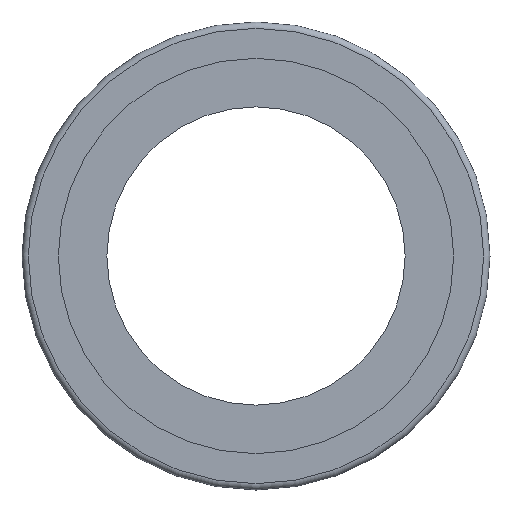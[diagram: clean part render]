
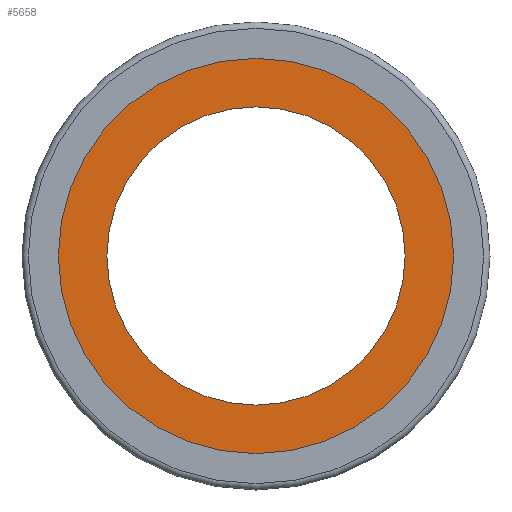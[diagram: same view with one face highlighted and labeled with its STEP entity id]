
A CAD part, left-side view. The second image highlights one B-rep face of the part: STEP entity #5658.
In plain terms, the highlighted planar face has unit normal (-1, 0, 0).
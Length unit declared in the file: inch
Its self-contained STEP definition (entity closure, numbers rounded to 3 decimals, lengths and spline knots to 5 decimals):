
#506=FACE_BOUND('',#1317,.T.);
#664=PLANE('',#6165);
#974=FACE_OUTER_BOUND('',#1316,.T.);
#1316=EDGE_LOOP('',(#5335,#5336));
#1317=EDGE_LOOP('',(#5337,#5338));
#2240=CIRCLE('',#6163,1.415);
#2241=CIRCLE('',#6164,1.415);
#2242=CIRCLE('',#6166,1.875);
#2243=CIRCLE('',#6167,1.875);
#2806=VERTEX_POINT('',#12344);
#2807=VERTEX_POINT('',#12346);
#2808=VERTEX_POINT('',#12350);
#2809=VERTEX_POINT('',#12351);
#3650=EDGE_CURVE('',#2807,#2806,#2240,.T.);
#3651=EDGE_CURVE('',#2806,#2807,#2241,.T.);
#3652=EDGE_CURVE('',#2808,#2809,#2242,.T.);
#3653=EDGE_CURVE('',#2809,#2808,#2243,.T.);
#5335=ORIENTED_EDGE('',*,*,#3652,.F.);
#5336=ORIENTED_EDGE('',*,*,#3653,.F.);
#5337=ORIENTED_EDGE('',*,*,#3650,.T.);
#5338=ORIENTED_EDGE('',*,*,#3651,.T.);
#5658=ADVANCED_FACE('',(#974,#506),#664,.T.);
#6163=AXIS2_PLACEMENT_3D('',#12347,#7457,#7458);
#6164=AXIS2_PLACEMENT_3D('',#12348,#7459,#7460);
#6165=AXIS2_PLACEMENT_3D('',#12349,#7461,#7462);
#6166=AXIS2_PLACEMENT_3D('',#12352,#7463,#7464);
#6167=AXIS2_PLACEMENT_3D('',#12353,#7465,#7466);
#7457=DIRECTION('center_axis',(1.,0.,0.));
#7458=DIRECTION('ref_axis',(0.,1.,0.));
#7459=DIRECTION('center_axis',(1.,0.,0.));
#7460=DIRECTION('ref_axis',(0.,1.,0.));
#7461=DIRECTION('center_axis',(-1.,0.,0.));
#7462=DIRECTION('ref_axis',(0.,0.,1.));
#7463=DIRECTION('center_axis',(1.,0.,0.));
#7464=DIRECTION('ref_axis',(0.,1.,0.));
#7465=DIRECTION('center_axis',(1.,0.,0.));
#7466=DIRECTION('ref_axis',(0.,1.,0.));
#12344=CARTESIAN_POINT('',(0.1,-1.415,0.));
#12346=CARTESIAN_POINT('',(0.1,1.415,0.));
#12347=CARTESIAN_POINT('Origin',(0.1,0.,0.));
#12348=CARTESIAN_POINT('Origin',(0.1,0.,0.));
#12349=CARTESIAN_POINT('Origin',(0.1,1.645,0.));
#12350=CARTESIAN_POINT('',(0.1,1.875,0.));
#12351=CARTESIAN_POINT('',(0.1,-1.875,0.));
#12352=CARTESIAN_POINT('Origin',(0.1,0.,0.));
#12353=CARTESIAN_POINT('Origin',(0.1,0.,0.));
